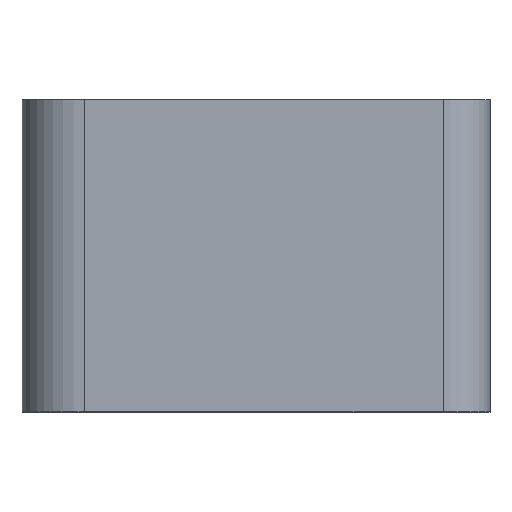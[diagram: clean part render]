
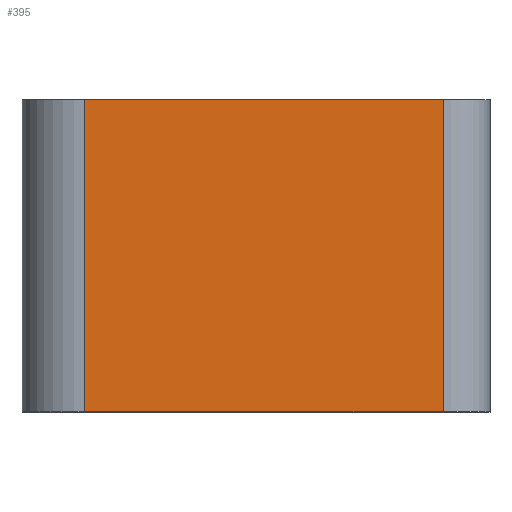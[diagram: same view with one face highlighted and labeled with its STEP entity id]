
A CAD part, top view. The second image highlights one B-rep face of the part: STEP entity #395.
In plain terms, the highlighted face is planar.
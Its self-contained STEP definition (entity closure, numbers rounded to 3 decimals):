
#24=LINE('',#596,#62);
#34=LINE('',#633,#72);
#35=LINE('',#635,#73);
#36=LINE('',#637,#74);
#62=VECTOR('',#479,1000.);
#72=VECTOR('',#507,1000.);
#73=VECTOR('',#508,1000.);
#74=VECTOR('',#509,1000.);
#101=PLANE('',#441);
#132=ORIENTED_EDGE('',*,*,#244,.T.);
#133=ORIENTED_EDGE('',*,*,#226,.F.);
#134=ORIENTED_EDGE('',*,*,#245,.F.);
#135=ORIENTED_EDGE('',*,*,#246,.T.);
#226=EDGE_CURVE('',#282,#283,#24,.T.);
#244=EDGE_CURVE('',#300,#283,#34,.T.);
#245=EDGE_CURVE('',#301,#282,#35,.T.);
#246=EDGE_CURVE('',#301,#300,#36,.T.);
#282=VERTEX_POINT('',#597);
#283=VERTEX_POINT('',#598);
#300=VERTEX_POINT('',#634);
#301=VERTEX_POINT('',#636);
#339=EDGE_LOOP('',(#132,#133,#134,#135));
#363=FACE_BOUND('',#339,.T.);
#395=ADVANCED_FACE('',(#363),#101,.T.);
#441=AXIS2_PLACEMENT_3D('',#632,#505,#506);
#479=DIRECTION('',(-1.,0.,0.));
#505=DIRECTION('',(0.,1.,0.));
#506=DIRECTION('',(1.,0.,0.));
#507=DIRECTION('',(0.,0.,1.));
#508=DIRECTION('',(0.,0.,1.));
#509=DIRECTION('',(-1.,0.,0.));
#596=CARTESIAN_POINT('',(2.7,3.5,1.));
#597=CARTESIAN_POINT('',(2.7,3.5,1.));
#598=CARTESIAN_POINT('',(0.4,3.5,1.));
#632=CARTESIAN_POINT('',(2.7,3.5,-1.));
#633=CARTESIAN_POINT('',(0.4,3.5,-1.));
#634=CARTESIAN_POINT('',(0.4,3.5,-1.));
#635=CARTESIAN_POINT('',(2.7,3.5,-1.));
#636=CARTESIAN_POINT('',(2.7,3.5,-1.));
#637=CARTESIAN_POINT('',(2.7,3.5,-1.));
